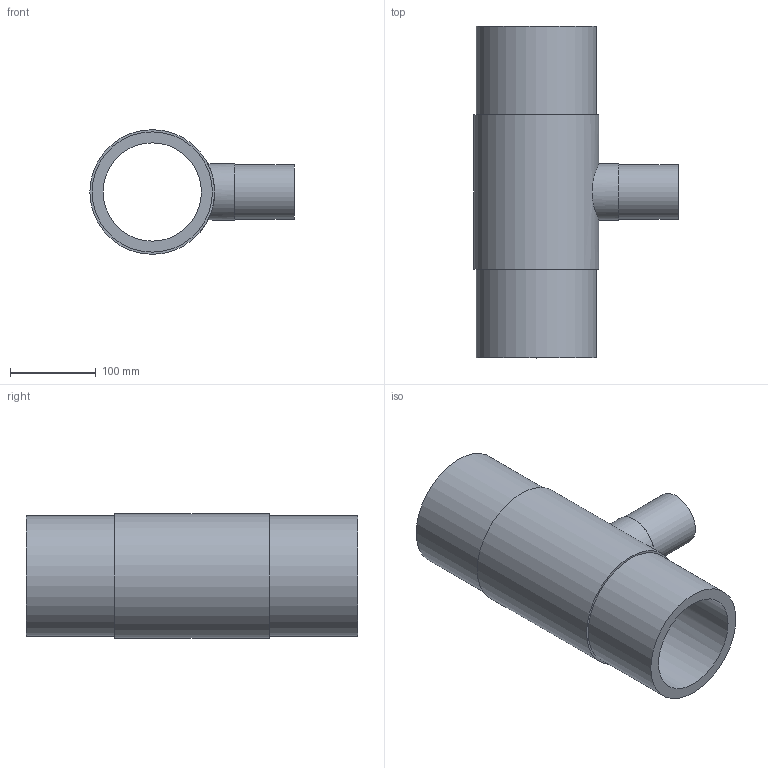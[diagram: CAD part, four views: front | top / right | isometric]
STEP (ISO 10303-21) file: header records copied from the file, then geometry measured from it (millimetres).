
FILE_DESCRIPTION(('Beschreibung'),'1');
FILE_NAME('25.20.01.103_red._SDR_11_PE100_140_063_140.STP', '2014-09-15T06:19:50',('Author'), ('Organization'), 'KCM Version 1.1.794.0', 'Kubotek KeyCreator', 'Authorization');
FILE_SCHEMA(('CONFIG_CONTROL_DESIGN'));
Length unit declared in the file: millimetre
Bounding box: 237.56 x 386 x 145.12 mm (x, y, z)
Volume: 2253915.1 mm3; surface area: 356762.2 mm2
Topology: 1 solids, 1 shells, 13 faces, 40 edges, 47 vertices
Faces by surface type: cylinder 7, plane 6
Full cylindrical faces by diameter (mm): 51.4 x1, 63 x1, 65.32 x1, 114.4 x1, 140 x2, 145.12 x1
Entity records: 750 total; most frequent: CARTESIAN_POINT 327, DIRECTION 77, ORIENTED_EDGE 48, AXIS2_PLACEMENT_3D 28, EDGE_CURVE 24, VECTOR 21, LINE 21, EDGE_LOOP 21
